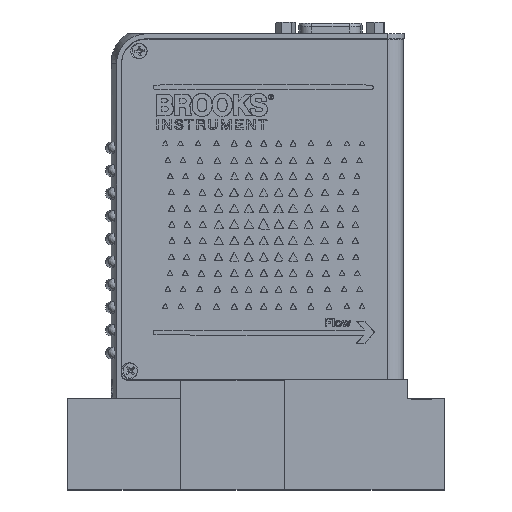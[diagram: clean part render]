
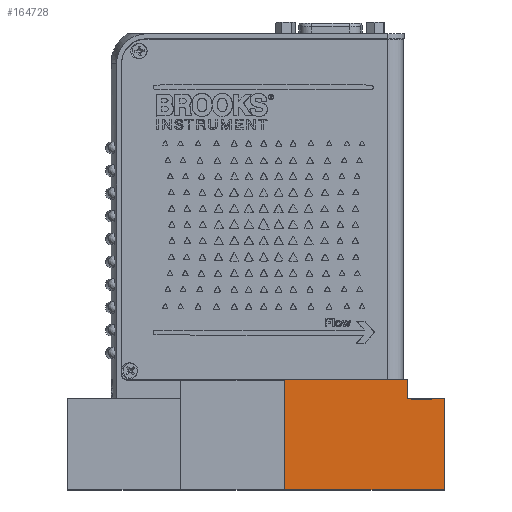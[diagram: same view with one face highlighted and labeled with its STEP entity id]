
A CAD part, top view. The second image highlights one B-rep face of the part: STEP entity #164728.
In plain terms, the highlighted planar face has unit normal (0, 0, 1).
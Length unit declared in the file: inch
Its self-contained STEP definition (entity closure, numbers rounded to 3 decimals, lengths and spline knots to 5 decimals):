
#5930 = VECTOR ( 'NONE', #167048, 39.37008 ) ;
#7141 = DIRECTION ( 'NONE',  ( 0., -1., 0. ) ) ;
#13104 = CARTESIAN_POINT ( 'NONE',  ( 3.24415, 1.36262, 0.96313 ) ) ;
#17736 = ORIENTED_EDGE ( 'NONE', *, *, #104150, .T. ) ;
#17938 = DIRECTION ( 'NONE',  ( 1., 0., 0. ) ) ;
#19468 = VERTEX_POINT ( 'NONE', #208191 ) ;
#22269 = CARTESIAN_POINT ( 'NONE',  ( 3.24415, 1.56962, 0.96313 ) ) ;
#24265 = LINE ( 'NONE', #273798, #37751 ) ;
#25603 = DIRECTION ( 'NONE',  ( 1., 0., 0. ) ) ;
#27130 = DIRECTION ( 'NONE',  ( 1., 0., 0. ) ) ;
#33968 = EDGE_CURVE ( 'NONE', #19468, #44079, #24265, .T. ) ;
#37751 = VECTOR ( 'NONE', #294792, 39.37008 ) ;
#38290 = VERTEX_POINT ( 'NONE', #231115 ) ;
#41800 = VECTOR ( 'NONE', #191936, 39.37008 ) ;
#43834 = VECTOR ( 'NONE', #45858, 39.37008 ) ;
#44079 = VERTEX_POINT ( 'NONE', #88035 ) ;
#45829 = ORIENTED_EDGE ( 'NONE', *, *, #250156, .F. ) ;
#45858 = DIRECTION ( 'NONE',  ( 0., -1., 0. ) ) ;
#51470 = CARTESIAN_POINT ( 'NONE',  ( 3.28949, 1.35262, 0.96313 ) ) ;
#51887 = FACE_OUTER_BOUND ( 'NONE', #172640, .T. ) ;
#72987 = ORIENTED_EDGE ( 'NONE', *, *, #251451, .F. ) ;
#77578 = EDGE_CURVE ( 'NONE', #128088, #115372, #126625, .T. ) ;
#82169 = CARTESIAN_POINT ( 'NONE',  ( 3.50881, 1.35262, 0.96313 ) ) ;
#88035 = CARTESIAN_POINT ( 'NONE',  ( 1.89915, 0.36262, 0.96313 ) ) ;
#88990 = CARTESIAN_POINT ( 'NONE',  ( 3.50881, 1.35262, 0.96313 ) ) ;
#92901 = EDGE_CURVE ( 'NONE', #183222, #38290, #181860, .T. ) ;
#93487 = VECTOR ( 'NONE', #27130, 39.37008 ) ;
#96883 = LINE ( 'NONE', #279147, #5930 ) ;
#100224 = LINE ( 'NONE', #82169, #285974 ) ;
#100426 = CARTESIAN_POINT ( 'NONE',  ( 3.28949, 1.36262, 0.96313 ) ) ;
#100857 = CARTESIAN_POINT ( 'NONE',  ( 3.50881, 1.36262, 0.96313 ) ) ;
#104150 = EDGE_CURVE ( 'NONE', #244560, #202033, #100224, .T. ) ;
#104217 = DIRECTION ( 'NONE',  ( 0., 1., 0. ) ) ;
#106074 = ORIENTED_EDGE ( 'NONE', *, *, #92901, .F. ) ;
#111672 = CARTESIAN_POINT ( 'NONE',  ( 3.65315, 1.56962, 0.96313 ) ) ;
#115372 = VERTEX_POINT ( 'NONE', #22269 ) ;
#116527 = EDGE_CURVE ( 'NONE', #19468, #115372, #230292, .T. ) ;
#117329 = ORIENTED_EDGE ( 'NONE', *, *, #238564, .T. ) ;
#118267 = CARTESIAN_POINT ( 'NONE',  ( 3.65315, 1.36262, 0.96313 ) ) ;
#122759 = CARTESIAN_POINT ( 'NONE',  ( 3.65315, 1.36262, 0.96313 ) ) ;
#126220 = VECTOR ( 'NONE', #104217, 39.37008 ) ;
#126625 = LINE ( 'NONE', #13104, #126220 ) ;
#128088 = VERTEX_POINT ( 'NONE', #133116 ) ;
#131475 = LINE ( 'NONE', #222578, #203282 ) ;
#133116 = CARTESIAN_POINT ( 'NONE',  ( 3.24415, 1.36262, 0.96313 ) ) ;
#133340 = DIRECTION ( 'NONE',  ( 1., 0., 0. ) ) ;
#143045 = PLANE ( 'NONE',  #270770 ) ;
#144359 = VERTEX_POINT ( 'NONE', #191938 ) ;
#147094 = VERTEX_POINT ( 'NONE', #100426 ) ;
#164728 = ADVANCED_FACE ( 'NONE', ( #51887 ), #143045, .F. ) ;
#167048 = DIRECTION ( 'NONE',  ( 1., 0., 0. ) ) ;
#168422 = ORIENTED_EDGE ( 'NONE', *, *, #251155, .T. ) ;
#172640 = EDGE_LOOP ( 'NONE', ( #45829, #117329, #72987, #175319, #278415, #254580, #168422, #106074, #276307, #17736 ) ) ;
#175319 = ORIENTED_EDGE ( 'NONE', *, *, #77578, .T. ) ;
#181860 = LINE ( 'NONE', #111672, #43834 ) ;
#183222 = VERTEX_POINT ( 'NONE', #122759 ) ;
#191936 = DIRECTION ( 'NONE',  ( 0., 1., 0. ) ) ;
#191938 = CARTESIAN_POINT ( 'NONE',  ( 3.28949, 1.35262, 0.96313 ) ) ;
#202033 = VERTEX_POINT ( 'NONE', #88990 ) ;
#203282 = VECTOR ( 'NONE', #17938, 39.37008 ) ;
#208191 = CARTESIAN_POINT ( 'NONE',  ( 1.89915, 1.56962, 0.96313 ) ) ;
#210939 = EDGE_CURVE ( 'NONE', #244560, #183222, #96883, .T. ) ;
#211752 = DIRECTION ( 'NONE',  ( 0., 0., -1. ) ) ;
#222578 = CARTESIAN_POINT ( 'NONE',  ( 1.89915, 1.35262, 0.96313 ) ) ;
#230292 = LINE ( 'NONE', #273679, #241598 ) ;
#231115 = CARTESIAN_POINT ( 'NONE',  ( 3.65315, 0.36262, 0.96313 ) ) ;
#234183 = CARTESIAN_POINT ( 'NONE',  ( 1.89915, 1.56962, 0.96313 ) ) ;
#238564 = EDGE_CURVE ( 'NONE', #144359, #147094, #256176, .T. ) ;
#241598 = VECTOR ( 'NONE', #25603, 39.37008 ) ;
#243961 = CARTESIAN_POINT ( 'NONE',  ( 1.89915, 0.36262, 0.96313 ) ) ;
#244560 = VERTEX_POINT ( 'NONE', #100857 ) ;
#250156 = EDGE_CURVE ( 'NONE', #144359, #202033, #131475, .T. ) ;
#251155 = EDGE_CURVE ( 'NONE', #44079, #38290, #260512, .T. ) ;
#251451 = EDGE_CURVE ( 'NONE', #128088, #147094, #255723, .T. ) ;
#254580 = ORIENTED_EDGE ( 'NONE', *, *, #33968, .T. ) ;
#255723 = LINE ( 'NONE', #118267, #93487 ) ;
#256176 = LINE ( 'NONE', #51470, #41800 ) ;
#260512 = LINE ( 'NONE', #243961, #284377 ) ;
#270770 = AXIS2_PLACEMENT_3D ( 'NONE', #234183, #211752, #7141 ) ;
#273679 = CARTESIAN_POINT ( 'NONE',  ( 1.89915, 1.56962, 0.96313 ) ) ;
#273798 = CARTESIAN_POINT ( 'NONE',  ( 1.89915, 1.56962, 0.96313 ) ) ;
#276307 = ORIENTED_EDGE ( 'NONE', *, *, #210939, .F. ) ;
#278415 = ORIENTED_EDGE ( 'NONE', *, *, #116527, .F. ) ;
#279147 = CARTESIAN_POINT ( 'NONE',  ( 3.65315, 1.36262, 0.96313 ) ) ;
#282477 = DIRECTION ( 'NONE',  ( 0., -1., 0. ) ) ;
#284377 = VECTOR ( 'NONE', #133340, 39.37008 ) ;
#285974 = VECTOR ( 'NONE', #282477, 39.37008 ) ;
#294792 = DIRECTION ( 'NONE',  ( 0., -1., 0. ) ) ;
